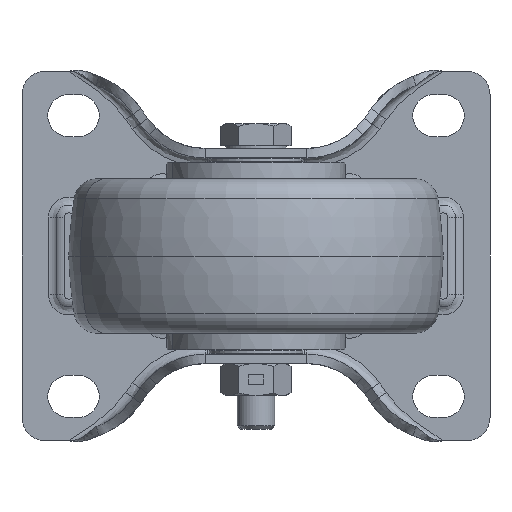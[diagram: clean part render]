
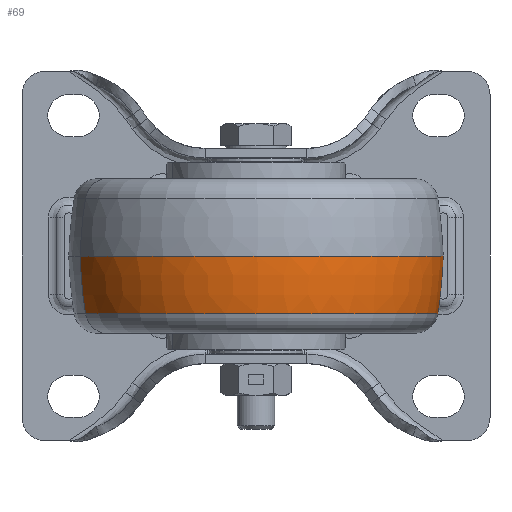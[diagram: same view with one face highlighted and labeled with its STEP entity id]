
A CAD part, front view. The second image highlights one B-rep face of the part: STEP entity #69.
In plain terms, the highlighted toroidal (fillet/blend) face has major radius 34.996 mm and minor radius 75 mm.
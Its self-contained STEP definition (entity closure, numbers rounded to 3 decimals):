
#69 = ADVANCED_FACE ( 'NONE', ( #16604 ), #9469, .T. ) ;
#323 = DIRECTION ( 'NONE',  ( -0.938, -0.347, 0. ) ) ;
#1907 = EDGE_CURVE ( 'NONE', #9398, #15682, #19777, .T. ) ;
#2185 = ORIENTED_EDGE ( 'NONE', *, *, #1907, .T. ) ;
#2455 = CIRCLE ( 'NONE', #29710, 38.846 ) ;
#2629 = DIRECTION ( 'NONE',  ( -0.347, 0.938, 0. ) ) ;
#2656 = DIRECTION ( 'NONE',  ( -0.938, -0.347, 0. ) ) ;
#3840 = AXIS2_PLACEMENT_3D ( 'NONE', #26229, #2629, #323 ) ;
#4042 = CARTESIAN_POINT ( 'NONE',  ( -13.33, -46.106, 0. ) ) ;
#4584 = ORIENTED_EDGE ( 'NONE', *, *, #24916, .T. ) ;
#5223 = VERTEX_POINT ( 'NONE', #4042 ) ;
#6651 = ORIENTED_EDGE ( 'NONE', *, *, #9811, .F. ) ;
#7256 = CIRCLE ( 'NONE', #14057, 40. ) ;
#8014 = AXIS2_PLACEMENT_3D ( 'NONE', #24525, #12941, #12340 ) ;
#8804 = DIRECTION ( 'NONE',  ( -0.938, -0.347, 0. ) ) ;
#9398 = VERTEX_POINT ( 'NONE', #26703 ) ;
#9469 = TOROIDAL_SURFACE ( 'NONE', #8014, -34.996, 75. ) ;
#9811 = EDGE_CURVE ( 'NONE', #10350, #15682, #2455, .T. ) ;
#10350 = VERTEX_POINT ( 'NONE', #13374 ) ;
#11050 = CARTESIAN_POINT ( 'NONE',  ( -50.84, -60., -12.371 ) ) ;
#12340 = DIRECTION ( 'NONE',  ( -0.938, -0.347, 0. ) ) ;
#12504 = CARTESIAN_POINT ( 'NONE',  ( -18.023, -47.844, 0.757 ) ) ;
#12857 = CARTESIAN_POINT ( 'NONE',  ( -87.267, -73.493, -12.371 ) ) ;
#12941 = DIRECTION ( 'NONE',  ( 0., 0., -1. ) ) ;
#13374 = CARTESIAN_POINT ( 'NONE',  ( -14.413, -46.507, -12.371 ) ) ;
#14057 = AXIS2_PLACEMENT_3D ( 'NONE', #27635, #14240, #2656 ) ;
#14240 = DIRECTION ( 'NONE',  ( 0., 0., -1. ) ) ;
#15682 = VERTEX_POINT ( 'NONE', #12857 ) ;
#16604 = FACE_OUTER_BOUND ( 'NONE', #26242, .T. ) ;
#19777 = CIRCLE ( 'NONE', #23622, 75. ) ;
#21172 = DIRECTION ( 'NONE',  ( 0.347, -0.938, 0. ) ) ;
#21908 = ORIENTED_EDGE ( 'NONE', *, *, #25038, .F. ) ;
#23622 = AXIS2_PLACEMENT_3D ( 'NONE', #12504, #21172, #24066 ) ;
#24066 = DIRECTION ( 'NONE',  ( 0.938, 0.347, 0. ) ) ;
#24525 = CARTESIAN_POINT ( 'NONE',  ( -50.84, -60., 0.757 ) ) ;
#24916 = EDGE_CURVE ( 'NONE', #5223, #9398, #7256, .T. ) ;
#25038 = EDGE_CURVE ( 'NONE', #5223, #10350, #30104, .T. ) ;
#26229 = CARTESIAN_POINT ( 'NONE',  ( -83.657, -72.156, 0.757 ) ) ;
#26242 = EDGE_LOOP ( 'NONE', ( #21908, #4584, #2185, #6651 ) ) ;
#26703 = CARTESIAN_POINT ( 'NONE',  ( -88.349, -73.894, 0. ) ) ;
#27368 = DIRECTION ( 'NONE',  ( 0., 0., -1. ) ) ;
#27635 = CARTESIAN_POINT ( 'NONE',  ( -50.84, -60., 0. ) ) ;
#29710 = AXIS2_PLACEMENT_3D ( 'NONE', #11050, #27368, #8804 ) ;
#30104 = CIRCLE ( 'NONE', #3840, 75. ) ;
